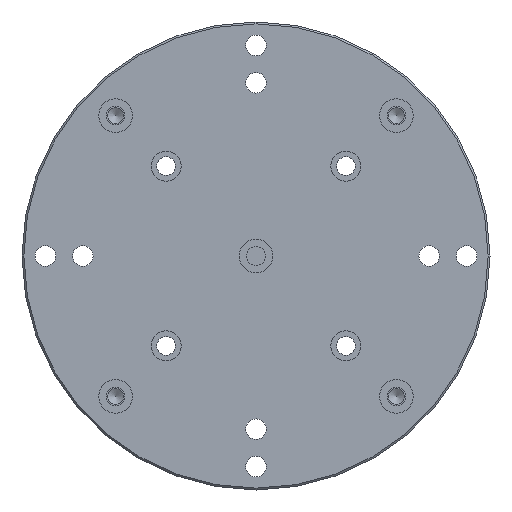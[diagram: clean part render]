
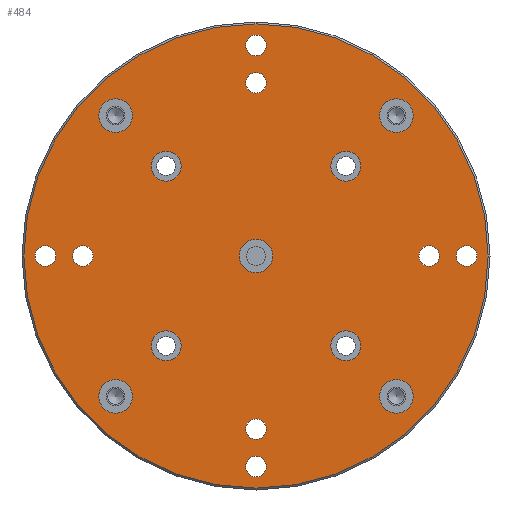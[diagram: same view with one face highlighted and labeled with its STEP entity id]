
A CAD part, front view. The second image highlights one B-rep face of the part: STEP entity #484.
In plain terms, the highlighted planar face has unit normal (0, -1, 0).
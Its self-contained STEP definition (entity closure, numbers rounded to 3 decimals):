
#484=ADVANCED_FACE('',(#1082,#1083,#1084,#1085,#1086,#1087,#1088,#1089,#1090,
#1091,#1092,#1093,#1094,#1095,#1096,#1097,#1098,#1099),#760,.F.);
#760=PLANE('',#4062);
#1082=FACE_BOUND('',#1575,.T.);
#1083=FACE_BOUND('',#1576,.T.);
#1084=FACE_BOUND('',#1577,.T.);
#1085=FACE_BOUND('',#1578,.T.);
#1086=FACE_BOUND('',#1579,.T.);
#1087=FACE_BOUND('',#1580,.T.);
#1088=FACE_BOUND('',#1581,.T.);
#1089=FACE_BOUND('',#1582,.T.);
#1090=FACE_BOUND('',#1583,.T.);
#1091=FACE_BOUND('',#1584,.T.);
#1092=FACE_BOUND('',#1585,.T.);
#1093=FACE_BOUND('',#1586,.T.);
#1094=FACE_BOUND('',#1587,.T.);
#1095=FACE_BOUND('',#1588,.T.);
#1096=FACE_BOUND('',#1589,.T.);
#1097=FACE_BOUND('',#1590,.T.);
#1098=FACE_BOUND('',#1591,.T.);
#1099=FACE_BOUND('',#1592,.T.);
#1575=EDGE_LOOP('',(#2121));
#1576=EDGE_LOOP('',(#2122));
#1577=EDGE_LOOP('',(#2123));
#1578=EDGE_LOOP('',(#2124));
#1579=EDGE_LOOP('',(#2125));
#1580=EDGE_LOOP('',(#2126));
#1581=EDGE_LOOP('',(#2127));
#1582=EDGE_LOOP('',(#2128));
#1583=EDGE_LOOP('',(#2129));
#1584=EDGE_LOOP('',(#2130));
#1585=EDGE_LOOP('',(#2131));
#1586=EDGE_LOOP('',(#2132));
#1587=EDGE_LOOP('',(#2133));
#1588=EDGE_LOOP('',(#2134));
#1589=EDGE_LOOP('',(#2135));
#1590=EDGE_LOOP('',(#2136));
#1591=EDGE_LOOP('',(#2137));
#1592=EDGE_LOOP('',(#2138));
#2121=ORIENTED_EDGE('',*,*,#3370,.T.);
#2122=ORIENTED_EDGE('',*,*,#3371,.T.);
#2123=ORIENTED_EDGE('',*,*,#3372,.T.);
#2124=ORIENTED_EDGE('',*,*,#3373,.T.);
#2125=ORIENTED_EDGE('',*,*,#3374,.T.);
#2126=ORIENTED_EDGE('',*,*,#3375,.T.);
#2127=ORIENTED_EDGE('',*,*,#3376,.T.);
#2128=ORIENTED_EDGE('',*,*,#3377,.T.);
#2129=ORIENTED_EDGE('',*,*,#3378,.T.);
#2130=ORIENTED_EDGE('',*,*,#3379,.F.);
#2131=ORIENTED_EDGE('',*,*,#3380,.F.);
#2132=ORIENTED_EDGE('',*,*,#3381,.T.);
#2133=ORIENTED_EDGE('',*,*,#3382,.T.);
#2134=ORIENTED_EDGE('',*,*,#3383,.T.);
#2135=ORIENTED_EDGE('',*,*,#3384,.T.);
#2136=ORIENTED_EDGE('',*,*,#3385,.T.);
#2137=ORIENTED_EDGE('',*,*,#3386,.F.);
#2138=ORIENTED_EDGE('',*,*,#3387,.F.);
#2997=VERTEX_POINT('',#5739);
#2998=VERTEX_POINT('',#5741);
#2999=VERTEX_POINT('',#5743);
#3000=VERTEX_POINT('',#5745);
#3001=VERTEX_POINT('',#5747);
#3002=VERTEX_POINT('',#5749);
#3003=VERTEX_POINT('',#5751);
#3004=VERTEX_POINT('',#5753);
#3005=VERTEX_POINT('',#5755);
#3006=VERTEX_POINT('',#5757);
#3007=VERTEX_POINT('',#5759);
#3008=VERTEX_POINT('',#5761);
#3009=VERTEX_POINT('',#5763);
#3010=VERTEX_POINT('',#5765);
#3011=VERTEX_POINT('',#5767);
#3012=VERTEX_POINT('',#5769);
#3013=VERTEX_POINT('',#5771);
#3014=VERTEX_POINT('',#5773);
#3370=EDGE_CURVE('',#2997,#2997,#3802,.T.);
#3371=EDGE_CURVE('',#2998,#2998,#3803,.T.);
#3372=EDGE_CURVE('',#2999,#2999,#3804,.T.);
#3373=EDGE_CURVE('',#3000,#3000,#3805,.T.);
#3374=EDGE_CURVE('',#3001,#3001,#3806,.T.);
#3375=EDGE_CURVE('',#3002,#3002,#3807,.T.);
#3376=EDGE_CURVE('',#3003,#3003,#3808,.T.);
#3377=EDGE_CURVE('',#3004,#3004,#3809,.T.);
#3378=EDGE_CURVE('',#3005,#3005,#3810,.T.);
#3379=EDGE_CURVE('',#3006,#3006,#3811,.T.);
#3380=EDGE_CURVE('',#3007,#3007,#3812,.T.);
#3381=EDGE_CURVE('',#3008,#3008,#3813,.T.);
#3382=EDGE_CURVE('',#3009,#3009,#3814,.T.);
#3383=EDGE_CURVE('',#3010,#3010,#3815,.T.);
#3384=EDGE_CURVE('',#3011,#3011,#3816,.T.);
#3385=EDGE_CURVE('',#3012,#3012,#3817,.T.);
#3386=EDGE_CURVE('',#3013,#3013,#3818,.T.);
#3387=EDGE_CURVE('',#3014,#3014,#3819,.T.);
#3802=CIRCLE('',#4044,5.5);
#3803=CIRCLE('',#4045,5.5);
#3804=CIRCLE('',#4046,5.5);
#3805=CIRCLE('',#4047,5.5);
#3806=CIRCLE('',#4048,124.);
#3807=CIRCLE('',#4049,5.5);
#3808=CIRCLE('',#4050,5.5);
#3809=CIRCLE('',#4051,5.5);
#3810=CIRCLE('',#4052,9.);
#3811=CIRCLE('',#4053,8.003);
#3812=CIRCLE('',#4054,8.003);
#3813=CIRCLE('',#4055,9.);
#3814=CIRCLE('',#4056,5.5);
#3815=CIRCLE('',#4057,9.);
#3816=CIRCLE('',#4058,9.);
#3817=CIRCLE('',#4059,9.);
#3818=CIRCLE('',#4060,8.003);
#3819=CIRCLE('',#4061,8.003);
#4044=AXIS2_PLACEMENT_3D('',#5738,#4601,#4602);
#4045=AXIS2_PLACEMENT_3D('',#5740,#4603,#4604);
#4046=AXIS2_PLACEMENT_3D('',#5742,#4605,#4606);
#4047=AXIS2_PLACEMENT_3D('',#5744,#4607,#4608);
#4048=AXIS2_PLACEMENT_3D('',#5746,#4609,#4610);
#4049=AXIS2_PLACEMENT_3D('',#5748,#4611,#4612);
#4050=AXIS2_PLACEMENT_3D('',#5750,#4613,#4614);
#4051=AXIS2_PLACEMENT_3D('',#5752,#4615,#4616);
#4052=AXIS2_PLACEMENT_3D('',#5754,#4617,#4618);
#4053=AXIS2_PLACEMENT_3D('',#5756,#4619,#4620);
#4054=AXIS2_PLACEMENT_3D('',#5758,#4621,#4622);
#4055=AXIS2_PLACEMENT_3D('',#5760,#4623,#4624);
#4056=AXIS2_PLACEMENT_3D('',#5762,#4625,#4626);
#4057=AXIS2_PLACEMENT_3D('',#5764,#4627,#4628);
#4058=AXIS2_PLACEMENT_3D('',#5766,#4629,#4630);
#4059=AXIS2_PLACEMENT_3D('',#5768,#4631,#4632);
#4060=AXIS2_PLACEMENT_3D('',#5770,#4633,#4634);
#4061=AXIS2_PLACEMENT_3D('',#5772,#4635,#4636);
#4062=AXIS2_PLACEMENT_3D('',#5774,#4637,#4638);
#4601=DIRECTION('',(0.,1.,0.));
#4602=DIRECTION('',(1.,0.,0.));
#4603=DIRECTION('',(0.,1.,0.));
#4604=DIRECTION('',(0.,0.,1.));
#4605=DIRECTION('',(0.,1.,0.));
#4606=DIRECTION('',(-1.,0.,0.));
#4607=DIRECTION('',(0.,1.,0.));
#4608=DIRECTION('',(0.,0.,-1.));
#4609=DIRECTION('',(0.,-1.,0.));
#4610=DIRECTION('',(0.,0.,1.));
#4611=DIRECTION('',(0.,1.,0.));
#4612=DIRECTION('',(-1.,0.,0.));
#4613=DIRECTION('',(0.,1.,0.));
#4614=DIRECTION('',(0.,0.,-1.));
#4615=DIRECTION('',(0.,1.,0.));
#4616=DIRECTION('',(1.,0.,0.));
#4617=DIRECTION('',(0.,1.,0.));
#4618=DIRECTION('',(-1.,0.,0.));
#4619=DIRECTION('',(0.,-1.,0.));
#4620=DIRECTION('',(0.,0.,-1.));
#4621=DIRECTION('',(0.,-1.,0.));
#4622=DIRECTION('',(0.,0.,1.));
#4623=DIRECTION('',(0.,1.,0.));
#4624=DIRECTION('',(1.,0.,0.));
#4625=DIRECTION('',(0.,1.,0.));
#4626=DIRECTION('',(0.,0.,1.));
#4627=DIRECTION('',(0.,1.,0.));
#4628=DIRECTION('',(0.,0.,-1.));
#4629=DIRECTION('',(0.,1.,0.));
#4630=DIRECTION('',(0.,0.,1.));
#4631=DIRECTION('',(0.,1.,0.));
#4632=DIRECTION('',(0.,0.,1.));
#4633=DIRECTION('',(0.,-1.,0.));
#4634=DIRECTION('',(-1.,0.,0.));
#4635=DIRECTION('',(0.,-1.,0.));
#4636=DIRECTION('',(1.,0.,0.));
#4637=DIRECTION('',(0.,1.,0.));
#4638=DIRECTION('',(-1.,0.,0.));
#5738=CARTESIAN_POINT('',(0.,0.,1092.5));
#5739=CARTESIAN_POINT('',(5.5,0.,1092.5));
#5740=CARTESIAN_POINT('',(-92.5,0.,1000.));
#5741=CARTESIAN_POINT('',(-92.5,0.,1005.5));
#5742=CARTESIAN_POINT('',(0.,0.,907.5));
#5743=CARTESIAN_POINT('',(-5.5,0.,907.5));
#5744=CARTESIAN_POINT('',(92.5,0.,1000.));
#5745=CARTESIAN_POINT('',(92.5,0.,994.5));
#5746=CARTESIAN_POINT('',(0.,0.,1000.));
#5747=CARTESIAN_POINT('',(0.,0.,1124.));
#5748=CARTESIAN_POINT('',(0.,0.,887.5));
#5749=CARTESIAN_POINT('',(-5.5,0.,887.5));
#5750=CARTESIAN_POINT('',(112.5,0.,1000.));
#5751=CARTESIAN_POINT('',(112.5,0.,994.5));
#5752=CARTESIAN_POINT('',(0.,0.,1112.5));
#5753=CARTESIAN_POINT('',(5.5,0.,1112.5));
#5754=CARTESIAN_POINT('',(75.,0.,1075.));
#5755=CARTESIAN_POINT('',(66.,0.,1075.));
#5756=CARTESIAN_POINT('',(48.,0.,1048.));
#5757=CARTESIAN_POINT('',(48.,0.,1039.998));
#5758=CARTESIAN_POINT('',(-48.,0.,952.));
#5759=CARTESIAN_POINT('',(-48.,0.,960.002));
#5760=CARTESIAN_POINT('',(-75.,0.,925.));
#5761=CARTESIAN_POINT('',(-66.,0.,925.));
#5762=CARTESIAN_POINT('',(-112.5,0.,1000.));
#5763=CARTESIAN_POINT('',(-112.5,0.,1005.5));
#5764=CARTESIAN_POINT('',(-75.,0.,1075.));
#5765=CARTESIAN_POINT('',(-75.,0.,1066.));
#5766=CARTESIAN_POINT('',(75.,0.,925.));
#5767=CARTESIAN_POINT('',(75.,0.,934.));
#5768=CARTESIAN_POINT('',(0.,0.,1000.));
#5769=CARTESIAN_POINT('',(0.,0.,1009.));
#5770=CARTESIAN_POINT('',(48.,0.,952.));
#5771=CARTESIAN_POINT('',(39.998,0.,952.));
#5772=CARTESIAN_POINT('',(-48.,0.,1048.));
#5773=CARTESIAN_POINT('',(-39.998,0.,1048.));
#5774=CARTESIAN_POINT('',(0.,0.,1000.));
